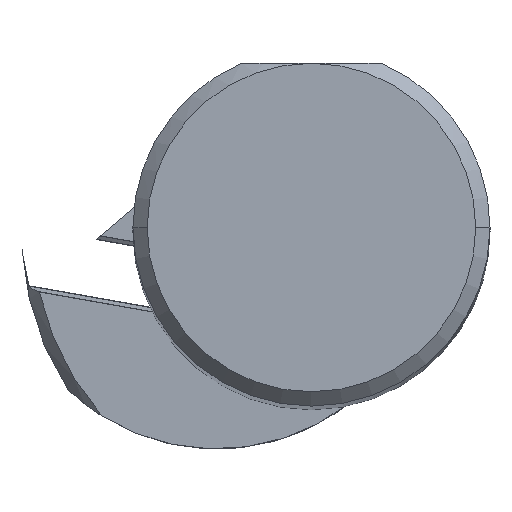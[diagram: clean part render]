
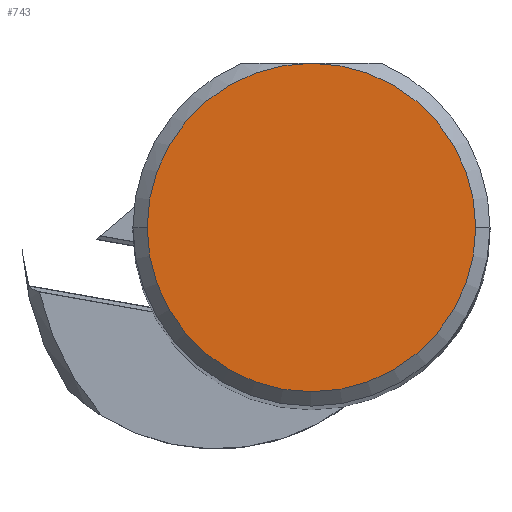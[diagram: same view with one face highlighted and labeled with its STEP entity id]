
A CAD part, top view. The second image highlights one B-rep face of the part: STEP entity #743.
In plain terms, the highlighted planar face has unit normal (0, 0, 1).
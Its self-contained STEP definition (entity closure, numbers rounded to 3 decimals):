
#64 = DIRECTION ( 'NONE',  ( 0., 0., -1. ) ) ;
#84 = CARTESIAN_POINT ( 'NONE',  ( -11.5, 0., 0. ) ) ;
#197 = FACE_OUTER_BOUND ( 'NONE', #1260, .T. ) ;
#286 = CARTESIAN_POINT ( 'NONE',  ( 0., 11.5, 0. ) ) ;
#295 = DIRECTION ( 'NONE',  ( -1., 0., 0. ) ) ;
#388 = EDGE_CURVE ( 'NONE', #1050, #876, #1098, .T. ) ;
#421 = DIRECTION ( 'NONE',  ( 0., 0., 1. ) ) ;
#521 = DIRECTION ( 'NONE',  ( 0., 0., -1. ) ) ;
#553 = PLANE ( 'NONE',  #948 ) ;
#635 = AXIS2_PLACEMENT_3D ( 'NONE', #775, #521, #1449 ) ;
#666 = DIRECTION ( 'NONE',  ( 1., 0., 0. ) ) ;
#720 = EDGE_CURVE ( 'NONE', #1469, #1050, #753, .T. ) ;
#738 = ORIENTED_EDGE ( 'NONE', *, *, #388, .F. ) ;
#743 = ADVANCED_FACE ( 'NONE', ( #197 ), #553, .T. ) ;
#753 = CIRCLE ( 'NONE', #1358, 11.5 ) ;
#775 = CARTESIAN_POINT ( 'NONE',  ( 0., 0., 0. ) ) ;
#782 = CARTESIAN_POINT ( 'NONE',  ( 0., 0., 0. ) ) ;
#871 = EDGE_CURVE ( 'NONE', #876, #1469, #1261, .T. ) ;
#876 = VERTEX_POINT ( 'NONE', #84 ) ;
#948 = AXIS2_PLACEMENT_3D ( 'NONE', #1478, #421, #666 ) ;
#1050 = VERTEX_POINT ( 'NONE', #1508 ) ;
#1098 = CIRCLE ( 'NONE', #635, 11.5 ) ;
#1169 = ORIENTED_EDGE ( 'NONE', *, *, #720, .F. ) ;
#1260 = EDGE_LOOP ( 'NONE', ( #1169, #1336, #738 ) ) ;
#1261 = CIRCLE ( 'NONE', #1262, 11.5 ) ;
#1262 = AXIS2_PLACEMENT_3D ( 'NONE', #1388, #1298, #1502 ) ;
#1298 = DIRECTION ( 'NONE',  ( 0., 0., -1. ) ) ;
#1336 = ORIENTED_EDGE ( 'NONE', *, *, #871, .F. ) ;
#1358 = AXIS2_PLACEMENT_3D ( 'NONE', #782, #64, #295 ) ;
#1388 = CARTESIAN_POINT ( 'NONE',  ( 0., 0., 0. ) ) ;
#1449 = DIRECTION ( 'NONE',  ( -1., 0., 0. ) ) ;
#1469 = VERTEX_POINT ( 'NONE', #286 ) ;
#1478 = CARTESIAN_POINT ( 'NONE',  ( 0., 0., 0. ) ) ;
#1502 = DIRECTION ( 'NONE',  ( -1., 0., 0. ) ) ;
#1508 = CARTESIAN_POINT ( 'NONE',  ( 11.5, 0., 0. ) ) ;
